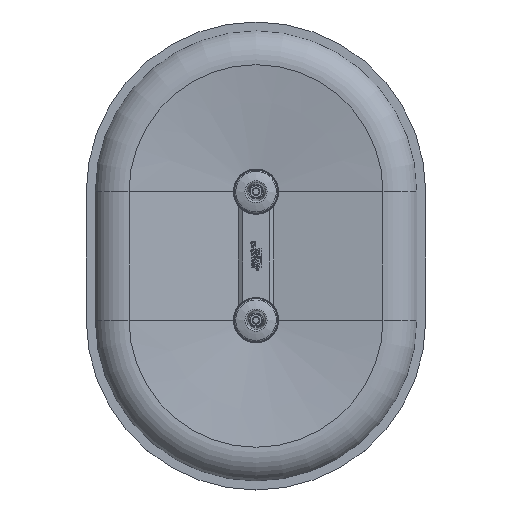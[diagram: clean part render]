
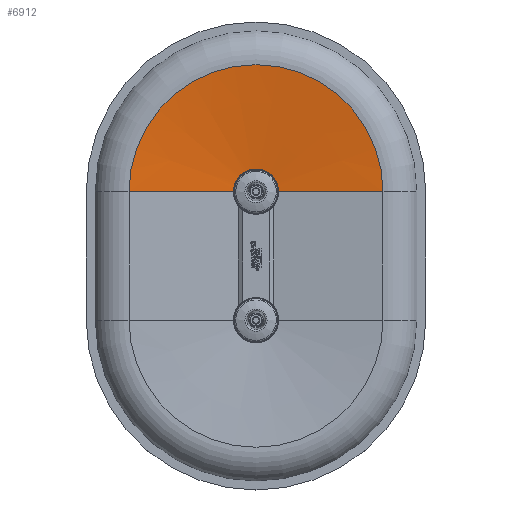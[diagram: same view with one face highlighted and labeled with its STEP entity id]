
A CAD part, top view. The second image highlights one B-rep face of the part: STEP entity #6912.
In plain terms, the highlighted conical face has half-angle 83.104 degrees and reference radius 197.545 mm.
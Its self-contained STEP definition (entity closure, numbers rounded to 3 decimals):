
#925=CONICAL_SURFACE('',#37849,197.545,83.104);
#4519=FACE_OUTER_BOUND('',#10230,.T.);
#6912=ADVANCED_FACE('',(#4519),#925,.F.);
#10230=EDGE_LOOP('',(#18191,#18192,#18193,#18194));
#12335=CIRCLE('',#37845,27.438);
#12337=CIRCLE('',#37848,197.545);
#18191=ORIENTED_EDGE('',*,*,#28980,.F.);
#18192=ORIENTED_EDGE('',*,*,#28961,.T.);
#18193=ORIENTED_EDGE('',*,*,#28977,.T.);
#18194=ORIENTED_EDGE('',*,*,#28981,.F.);
#24934=VERTEX_POINT('',#60587);
#24935=VERTEX_POINT('',#60588);
#24943=VERTEX_POINT('',#60619);
#24945=VERTEX_POINT('',#60625);
#28961=EDGE_CURVE('',#24934,#24935,#32636,.T.);
#28977=EDGE_CURVE('',#24935,#24943,#12335,.T.);
#28980=EDGE_CURVE('',#24934,#24945,#12337,.T.);
#28981=EDGE_CURVE('',#24945,#24943,#32651,.T.);
#32636=LINE('',#60586,#34770);
#32651=LINE('',#60626,#34785);
#34770=VECTOR('',#44537,1.);
#34785=VECTOR('',#44578,1.);
#37845=AXIS2_PLACEMENT_3D('',#60618,#44569,#44570);
#37848=AXIS2_PLACEMENT_3D('',#60624,#44576,#44577);
#37849=AXIS2_PLACEMENT_3D('',#60627,#44579,#44580);
#44537=DIRECTION('',(0.993,0.,-0.12));
#44569=DIRECTION('',(0.,0.,-1.));
#44570=DIRECTION('',(-1.,0.,0.));
#44576=DIRECTION('',(0.,0.,-1.));
#44577=DIRECTION('',(-1.,0.,0.));
#44578=DIRECTION('',(-0.993,0.,-0.12));
#44579=DIRECTION('',(0.,0.,1.));
#44580=DIRECTION('',(-1.,0.,0.));
#60586=CARTESIAN_POINT('',(-197.545,100.,32.638));
#60587=CARTESIAN_POINT('',(-197.545,100.,32.638));
#60588=CARTESIAN_POINT('',(-27.438,100.,12.064));
#60618=CARTESIAN_POINT('',(0.,100.,12.064));
#60619=CARTESIAN_POINT('',(27.438,100.,12.064));
#60624=CARTESIAN_POINT('',(0.,100.,32.638));
#60625=CARTESIAN_POINT('',(197.545,100.,32.638));
#60626=CARTESIAN_POINT('',(197.545,100.,32.638));
#60627=CARTESIAN_POINT('',(0.,100.,32.638));
